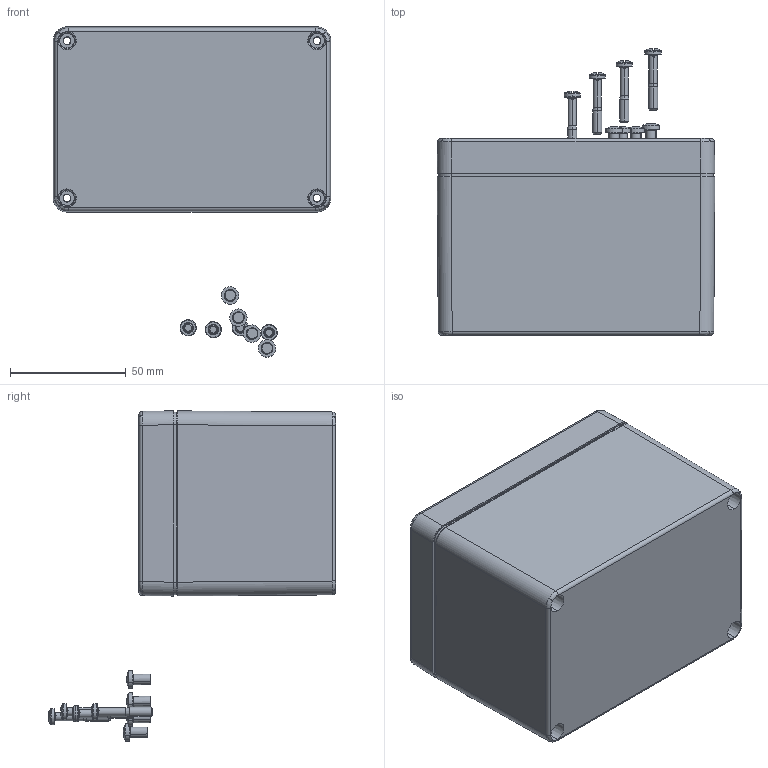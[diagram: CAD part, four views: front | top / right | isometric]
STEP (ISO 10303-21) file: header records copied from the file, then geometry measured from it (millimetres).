
FILE_DESCRIPTION (( 'STEP AP214' ), '1' );
FILE_NAME ('33081209.STEP', '2008-10-01T12:01:20', ( ' ' ), ( '' ), 'SwSTEP 2.0', 'SolidWorks 2008', '' );
FILE_SCHEMA (( 'AUTOMOTIVE_DESIGN' ));
Length unit declared in the file: millimetre
Products named in the file (8): 31921_Standard; 31090-Einpressbuchse_Standard; 34092_Standard; 51005_Standard; 93214_WN1442 D4,5x7,8; 5200.009.0_Standard; 33081209
Assembly tree (16 placements, depth 3):
  33081209
    51005_Standard
      93214_WN1442 D4,5x7,8  x4
      5200.009.0_Standard  x4
    34092_Standard
    31921_Standard
      31090-Einpressbuchse_Standard  x4
      31921_Standard
Bounding box: 120 x 124.08 x 142.68 mm (x, y, z)
Volume: 164601.7 mm3; surface area: 127004.5 mm2
Topology: 14 solids, 14 shells, 1558 faces, 3848 edges, 2350 vertices
Faces by surface type: plane 602, bspline 326, cylinder 284, cone 194, torus 144, sphere 8
Entity records: 46952 total; most frequent: CARTESIAN_POINT 22700, ORIENTED_EDGE 5440, DIRECTION 4432, EDGE_CURVE 2720, AXIS2_PLACEMENT_3D 1667, VERTEX_POINT 1636, EDGE_LOOP 1188, ADVANCED_FACE 1132
